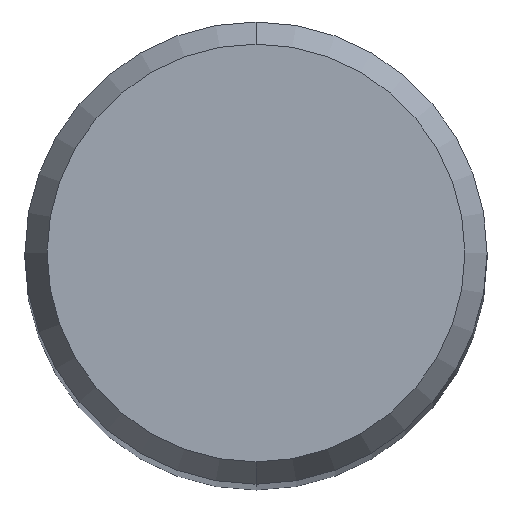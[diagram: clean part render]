
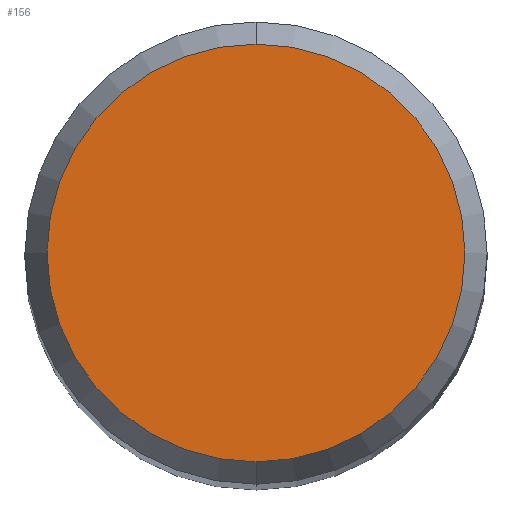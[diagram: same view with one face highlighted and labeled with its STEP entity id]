
A CAD part, top view. The second image highlights one B-rep face of the part: STEP entity #156.
In plain terms, the highlighted planar face has unit normal (0, 0, 1).
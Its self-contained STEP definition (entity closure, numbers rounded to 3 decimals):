
#114=VERTEX_POINT('',#252);
#120=EDGE_CURVE('',#114,#140,#259,.T.);
#140=VERTEX_POINT('',#282);
#150=EDGE_CURVE('',#140,#114,#295,.T.);
#156=ADVANCED_FACE('',(#301),#302,.T.);
#252=CARTESIAN_POINT('',(0.0,2.158,0.01));
#259=CIRCLE('',#413,2.158);
#282=CARTESIAN_POINT('',(0.,-2.158,0.01));
#295=CIRCLE('',#458,2.158);
#301=FACE_OUTER_BOUND('',#466,.T.);
#302=PLANE('',#467);
#413=AXIS2_PLACEMENT_3D('',#571,#572,#573);
#458=AXIS2_PLACEMENT_3D('',#624,#625,#626);
#466=EDGE_LOOP('',(#634,#635));
#467=AXIS2_PLACEMENT_3D('',#636,#637,#638);
#571=CARTESIAN_POINT('',(0.0,0.0,0.01));
#572=DIRECTION('',(0.0,0.0,-1.0));
#573=DIRECTION('',(0.0,1.0,0.0));
#624=CARTESIAN_POINT('',(0.0,0.0,0.01));
#625=DIRECTION('',(0.0,0.0,-1.0));
#626=DIRECTION('',(0.0,1.0,0.0));
#634=ORIENTED_EDGE('',*,*,#120,.F.);
#635=ORIENTED_EDGE('',*,*,#150,.F.);
#636=CARTESIAN_POINT('',(0.0,1.079,0.01));
#637=DIRECTION('',(-0.0,0.0,1.0));
#638=DIRECTION('',(0.0,-1.0,0.0));
